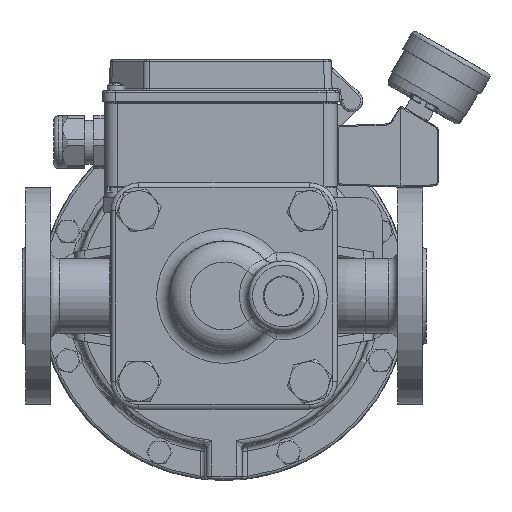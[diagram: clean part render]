
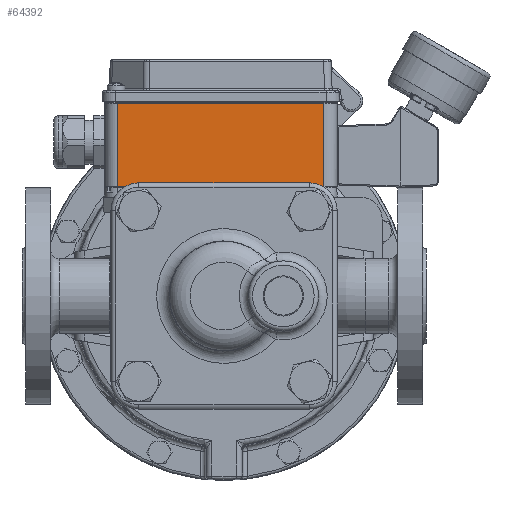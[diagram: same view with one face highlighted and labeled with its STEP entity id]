
A CAD part, front view. The second image highlights one B-rep face of the part: STEP entity #64392.
In plain terms, the highlighted planar face has unit normal (0, -1, -0.018).
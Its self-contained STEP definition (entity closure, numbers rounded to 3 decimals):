
#6165=PLANE('',#70335);
#10031=FACE_OUTER_BOUND('',#13910,.T.);
#13910=EDGE_LOOP('',(#51845,#51846,#51847,#51848));
#17877=LINE('',#118948,#21824);
#17886=LINE('',#119018,#21833);
#17887=LINE('',#119021,#21834);
#17888=LINE('',#119022,#21835);
#21824=VECTOR('',#83650,37.803);
#21833=VECTOR('',#83673,37.803);
#21834=VECTOR('',#83678,94.);
#21835=VECTOR('',#83679,94.);
#28693=VERTEX_POINT('',#118946);
#28694=VERTEX_POINT('',#118947);
#28707=VERTEX_POINT('',#119006);
#28708=VERTEX_POINT('',#119017);
#36877=EDGE_CURVE('',#28693,#28694,#17877,.T.);
#36893=EDGE_CURVE('',#28708,#28707,#17886,.T.);
#36895=EDGE_CURVE('',#28707,#28693,#17887,.T.);
#36896=EDGE_CURVE('',#28694,#28708,#17888,.T.);
#51845=ORIENTED_EDGE('',*,*,#36893,.T.);
#51846=ORIENTED_EDGE('',*,*,#36895,.T.);
#51847=ORIENTED_EDGE('',*,*,#36877,.T.);
#51848=ORIENTED_EDGE('',*,*,#36896,.T.);
#64392=ADVANCED_FACE('',(#10031),#6165,.T.);
#70335=AXIS2_PLACEMENT_3D('',#119020,#83676,#83677);
#83650=DIRECTION('',(0.,0.018,-1.));
#83673=DIRECTION('',(0.,-0.018,1.));
#83676=DIRECTION('center_axis',(0.,-1.,
-0.018));
#83677=DIRECTION('ref_axis',(0.,0.018,-1.));
#83678=DIRECTION('',(-1.,0.,0.));
#83679=DIRECTION('',(1.,0.,0.));
#118946=CARTESIAN_POINT('',(-46.211,133.475,87.846));
#118947=CARTESIAN_POINT('',(-46.211,134.169,50.05));
#118948=CARTESIAN_POINT('',(-46.211,134.169,50.05));
#119006=CARTESIAN_POINT('',(47.789,133.475,87.846));
#119017=CARTESIAN_POINT('',(47.789,134.169,50.05));
#119018=CARTESIAN_POINT('',(47.789,134.169,50.05));
#119020=CARTESIAN_POINT('Origin',(-52.211,134.169,50.05));
#119021=CARTESIAN_POINT('',(-46.211,133.475,87.846));
#119022=CARTESIAN_POINT('',(-52.211,134.169,50.05));
